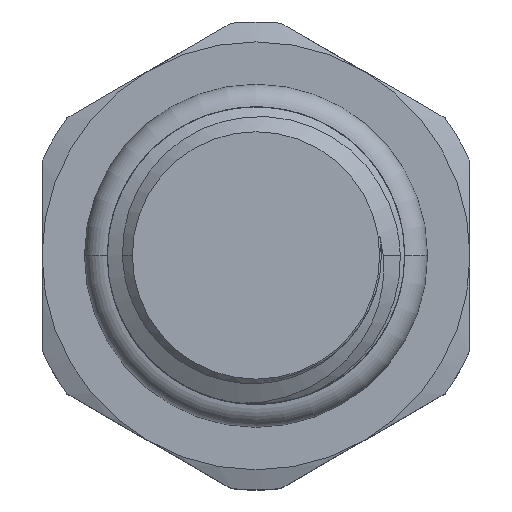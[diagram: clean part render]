
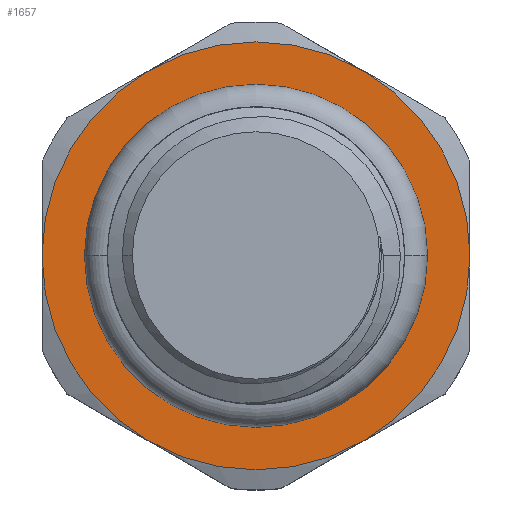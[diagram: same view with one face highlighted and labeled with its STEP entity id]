
A CAD part, top view. The second image highlights one B-rep face of the part: STEP entity #1657.
In plain terms, the highlighted planar face has unit normal (0, 0, 1).
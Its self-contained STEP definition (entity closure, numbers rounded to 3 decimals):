
#117 = CARTESIAN_POINT ( 'NONE',  ( -4., -6.928, 126.6 ) ) ;
#275 = DIRECTION ( 'NONE',  ( 0., 0., 1. ) ) ;
#370 = DIRECTION ( 'NONE',  ( -1., 0., 0. ) ) ;
#391 = VERTEX_POINT ( 'NONE', #18101 ) ;
#452 = CIRCLE ( 'NONE', #10286, 8. ) ;
#602 = CIRCLE ( 'NONE', #6154, 8. ) ;
#631 = EDGE_LOOP ( 'NONE', ( #2205, #9214 ) ) ;
#901 = CIRCLE ( 'NONE', #12354, 5.665 ) ;
#1657 = ADVANCED_FACE ( 'NONE', ( #1974, #8219 ), #17567, .F. ) ;
#1765 = DIRECTION ( 'NONE',  ( -1., 0., 0. ) ) ;
#1859 = VERTEX_POINT ( 'NONE', #17532 ) ;
#1874 = DIRECTION ( 'NONE',  ( 0., 0., -1. ) ) ;
#1973 = CARTESIAN_POINT ( 'NONE',  ( 0., 0., 126.6 ) ) ;
#1974 = FACE_OUTER_BOUND ( 'NONE', #4795, .T. ) ;
#2205 = ORIENTED_EDGE ( 'NONE', *, *, #4310, .T. ) ;
#2275 = DIRECTION ( 'NONE',  ( 0., 0., -1. ) ) ;
#2329 = VERTEX_POINT ( 'NONE', #2979 ) ;
#2961 = EDGE_CURVE ( 'NONE', #6383, #391, #8739, .T. ) ;
#2979 = CARTESIAN_POINT ( 'NONE',  ( 5.665, 0., 126.6 ) ) ;
#3190 = EDGE_CURVE ( 'NONE', #1859, #17409, #13821, .T. ) ;
#3213 = EDGE_CURVE ( 'NONE', #391, #4235, #452, .T. ) ;
#3270 = AXIS2_PLACEMENT_3D ( 'NONE', #19892, #9120, #14918 ) ;
#3731 = ORIENTED_EDGE ( 'NONE', *, *, #3190, .T. ) ;
#3734 = AXIS2_PLACEMENT_3D ( 'NONE', #15796, #14583, #5073 ) ;
#3821 = DIRECTION ( 'NONE',  ( -1., 0., 0. ) ) ;
#4235 = VERTEX_POINT ( 'NONE', #8407 ) ;
#4310 = EDGE_CURVE ( 'NONE', #2329, #13463, #12084, .T. ) ;
#4623 = ORIENTED_EDGE ( 'NONE', *, *, #3213, .T. ) ;
#4741 = CARTESIAN_POINT ( 'NONE',  ( 0., 0., 126.6 ) ) ;
#4776 = DIRECTION ( 'NONE',  ( 0., 0., 1. ) ) ;
#4795 = EDGE_LOOP ( 'NONE', ( #9459, #17613, #3731, #16829, #5017, #4623 ) ) ;
#5017 = ORIENTED_EDGE ( 'NONE', *, *, #2961, .T. ) ;
#5073 = DIRECTION ( 'NONE',  ( -1., 0., 0. ) ) ;
#5865 = VERTEX_POINT ( 'NONE', #9689 ) ;
#5915 = AXIS2_PLACEMENT_3D ( 'NONE', #4741, #18989, #1765 ) ;
#6154 = AXIS2_PLACEMENT_3D ( 'NONE', #12296, #13805, #13896 ) ;
#6306 = CARTESIAN_POINT ( 'NONE',  ( 0., 0., 126.6 ) ) ;
#6383 = VERTEX_POINT ( 'NONE', #117 ) ;
#6970 = EDGE_CURVE ( 'NONE', #13463, #2329, #901, .T. ) ;
#6971 = AXIS2_PLACEMENT_3D ( 'NONE', #6306, #4776, #12754 ) ;
#7311 = CIRCLE ( 'NONE', #3734, 8. ) ;
#7907 = CIRCLE ( 'NONE', #5915, 8. ) ;
#8219 = FACE_BOUND ( 'NONE', #631, .T. ) ;
#8407 = CARTESIAN_POINT ( 'NONE',  ( 8., 0., 126.6 ) ) ;
#8739 = CIRCLE ( 'NONE', #9069, 8. ) ;
#9069 = AXIS2_PLACEMENT_3D ( 'NONE', #13786, #19986, #12275 ) ;
#9120 = DIRECTION ( 'NONE',  ( 0., 0., -1. ) ) ;
#9214 = ORIENTED_EDGE ( 'NONE', *, *, #6970, .T. ) ;
#9459 = ORIENTED_EDGE ( 'NONE', *, *, #16572, .T. ) ;
#9689 = CARTESIAN_POINT ( 'NONE',  ( 4., 6.928, 126.6 ) ) ;
#10286 = AXIS2_PLACEMENT_3D ( 'NONE', #18734, #275, #370 ) ;
#10704 = AXIS2_PLACEMENT_3D ( 'NONE', #19211, #2275, #3821 ) ;
#12084 = CIRCLE ( 'NONE', #3270, 5.665 ) ;
#12275 = DIRECTION ( 'NONE',  ( -1., 0., 0. ) ) ;
#12296 = CARTESIAN_POINT ( 'NONE',  ( 0., 0., 126.6 ) ) ;
#12354 = AXIS2_PLACEMENT_3D ( 'NONE', #1973, #1874, #12828 ) ;
#12754 = DIRECTION ( 'NONE',  ( -1., 0., 0. ) ) ;
#12828 = DIRECTION ( 'NONE',  ( -1., 0., 0. ) ) ;
#13463 = VERTEX_POINT ( 'NONE', #14994 ) ;
#13786 = CARTESIAN_POINT ( 'NONE',  ( 0., 0., 126.6 ) ) ;
#13805 = DIRECTION ( 'NONE',  ( 0., 0., 1. ) ) ;
#13821 = CIRCLE ( 'NONE', #6971, 8. ) ;
#13896 = DIRECTION ( 'NONE',  ( -1., 0., 0. ) ) ;
#14583 = DIRECTION ( 'NONE',  ( 0., 0., 1. ) ) ;
#14918 = DIRECTION ( 'NONE',  ( -1., 0., 0. ) ) ;
#14994 = CARTESIAN_POINT ( 'NONE',  ( -5.665, 0., 126.6 ) ) ;
#15796 = CARTESIAN_POINT ( 'NONE',  ( 0., 0., 126.6 ) ) ;
#16572 = EDGE_CURVE ( 'NONE', #4235, #5865, #7907, .T. ) ;
#16829 = ORIENTED_EDGE ( 'NONE', *, *, #19309, .T. ) ;
#17409 = VERTEX_POINT ( 'NONE', #18264 ) ;
#17532 = CARTESIAN_POINT ( 'NONE',  ( -4., 6.928, 126.6 ) ) ;
#17567 = PLANE ( 'NONE',  #10704 ) ;
#17613 = ORIENTED_EDGE ( 'NONE', *, *, #17807, .T. ) ;
#17807 = EDGE_CURVE ( 'NONE', #5865, #1859, #7311, .T. ) ;
#18101 = CARTESIAN_POINT ( 'NONE',  ( 4., -6.928, 126.6 ) ) ;
#18264 = CARTESIAN_POINT ( 'NONE',  ( -8., 0., 126.6 ) ) ;
#18734 = CARTESIAN_POINT ( 'NONE',  ( 0., 0., 126.6 ) ) ;
#18989 = DIRECTION ( 'NONE',  ( 0., 0., 1. ) ) ;
#19211 = CARTESIAN_POINT ( 'NONE',  ( 0., 0., 126.6 ) ) ;
#19309 = EDGE_CURVE ( 'NONE', #17409, #6383, #602, .T. ) ;
#19892 = CARTESIAN_POINT ( 'NONE',  ( 0., 0., 126.6 ) ) ;
#19986 = DIRECTION ( 'NONE',  ( 0., 0., 1. ) ) ;
